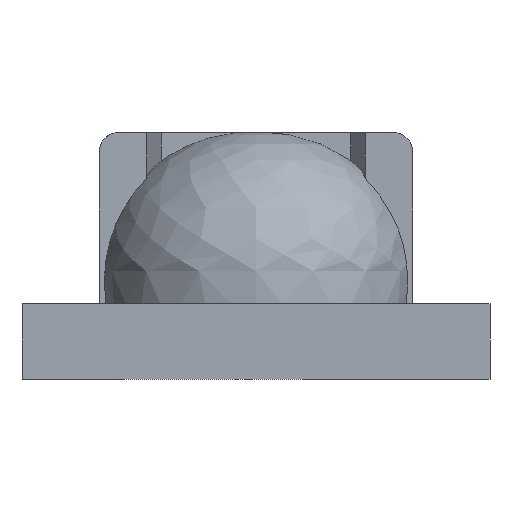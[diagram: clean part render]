
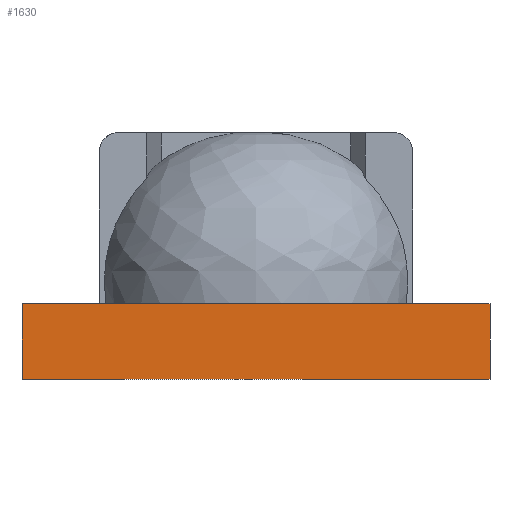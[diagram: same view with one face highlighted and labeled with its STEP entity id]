
A CAD part, front view. The second image highlights one B-rep face of the part: STEP entity #1630.
In plain terms, the highlighted planar face has unit normal (0, -1, 0).
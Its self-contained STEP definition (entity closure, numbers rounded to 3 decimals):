
#94=FACE_OUTER_BOUND('',#167,.T.);
#167=EDGE_LOOP('',(#1294,#1295,#1296,#1297));
#298=LINE('',#2614,#483);
#340=LINE('',#2722,#525);
#341=LINE('',#2724,#526);
#342=LINE('',#2725,#527);
#483=VECTOR('',#2008,4.93);
#525=VECTOR('',#2096,0.8);
#526=VECTOR('',#2097,4.93);
#527=VECTOR('',#2098,0.8);
#722=VERTEX_POINT('',#2611);
#723=VERTEX_POINT('',#2613);
#766=VERTEX_POINT('',#2721);
#767=VERTEX_POINT('',#2723);
#914=EDGE_CURVE('',#722,#723,#298,.T.);
#968=EDGE_CURVE('',#722,#766,#340,.T.);
#969=EDGE_CURVE('',#767,#766,#341,.T.);
#970=EDGE_CURVE('',#723,#767,#342,.T.);
#1294=ORIENTED_EDGE('',*,*,#914,.F.);
#1295=ORIENTED_EDGE('',*,*,#968,.T.);
#1296=ORIENTED_EDGE('',*,*,#969,.F.);
#1297=ORIENTED_EDGE('',*,*,#970,.F.);
#1512=PLANE('',#1745);
#1630=ADVANCED_FACE('',(#94),#1512,.T.);
#1745=AXIS2_PLACEMENT_3D('',#2720,#2094,#2095);
#2008=DIRECTION('',(1.,0.,0.));
#2094=DIRECTION('center_axis',(0.,-1.,0.));
#2095=DIRECTION('ref_axis',(-1.,0.,0.));
#2096=DIRECTION('',(0.,0.,-1.));
#2097=DIRECTION('',(-1.,0.,0.));
#2098=DIRECTION('',(0.,0.,-1.));
#2611=CARTESIAN_POINT('',(-2.465,-3.735,0.));
#2613=CARTESIAN_POINT('',(2.465,-3.735,0.));
#2614=CARTESIAN_POINT('',(-2.465,-3.735,0.));
#2720=CARTESIAN_POINT('Origin',(2.465,-3.735,0.));
#2721=CARTESIAN_POINT('',(-2.465,-3.735,-0.8));
#2722=CARTESIAN_POINT('',(-2.465,-3.735,0.));
#2723=CARTESIAN_POINT('',(2.465,-3.735,-0.8));
#2724=CARTESIAN_POINT('',(-2.465,-3.735,-0.8));
#2725=CARTESIAN_POINT('',(2.465,-3.735,0.));
